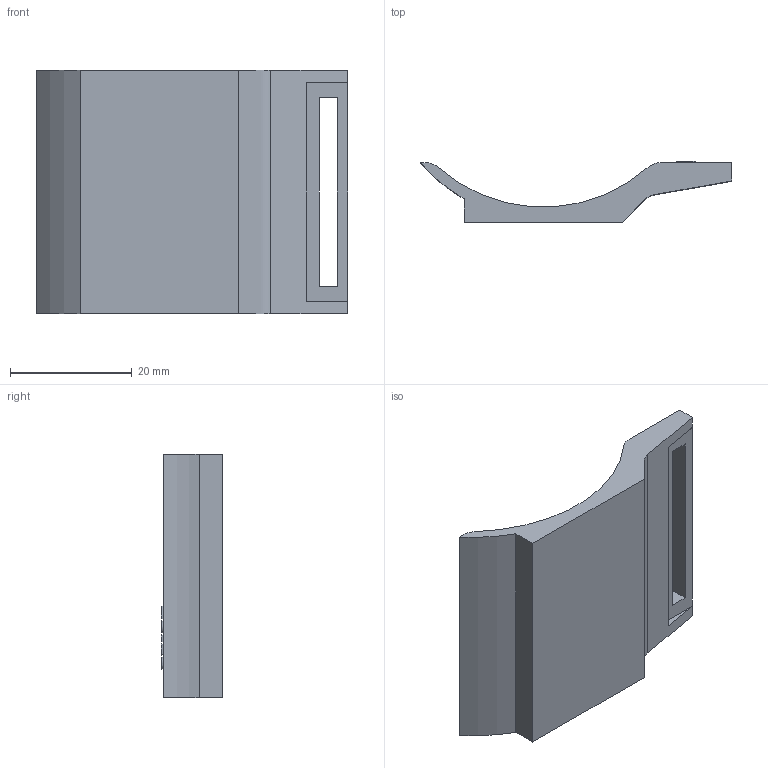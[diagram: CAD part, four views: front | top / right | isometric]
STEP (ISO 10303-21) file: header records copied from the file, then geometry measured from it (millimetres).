
FILE_DESCRIPTION (( 'STEP AP214' ), '1' );
FILE_NAME ('1197525_KSTP1.stp', '2018-08-16T07:30:15', ( '' ), ( '' ), 'SwSTEP 2.0', 'SolidWorks 2016', '' );
FILE_SCHEMA (( 'AUTOMOTIVE_DESIGN' ));
Length unit declared in the file: millimetre
Products named in the file (1): 1197525_KSTP1
Bounding box: 51.2 x 10.1 x 40 mm (x, y, z)
Volume: 7079 mm3; surface area: 5139.3 mm2
Topology: 1 solids, 1 shells, 92 faces, 247 edges, 164 vertices
Faces by surface type: plane 54, bspline 33, cylinder 5
Entity records: 4617 total; most frequent: CARTESIAN_POINT 2489, ORIENTED_EDGE 494, DIRECTION 311, EDGE_CURVE 247, VECTOR 171, LINE 171, VERTEX_POINT 164, EDGE_LOOP 101
